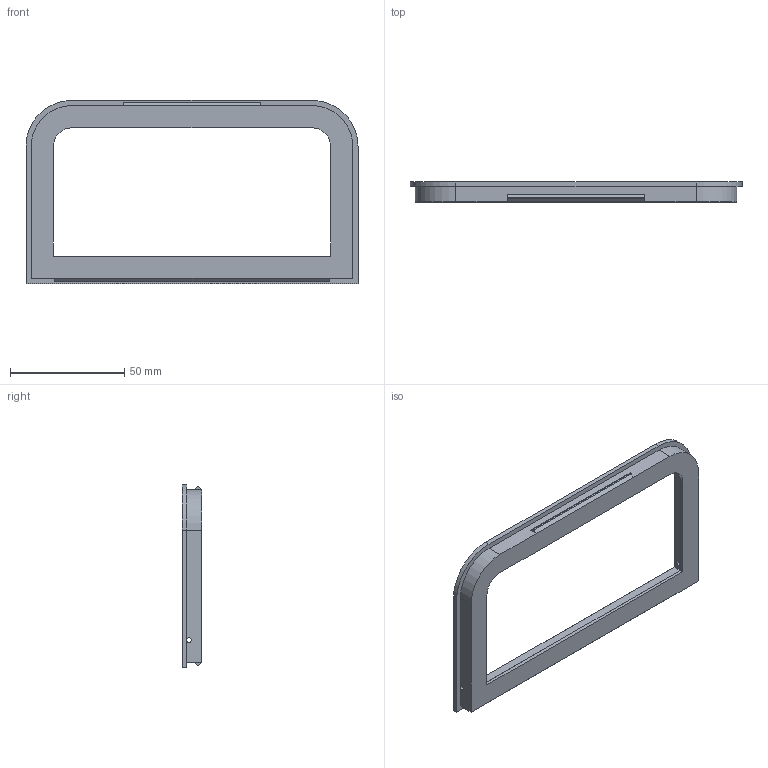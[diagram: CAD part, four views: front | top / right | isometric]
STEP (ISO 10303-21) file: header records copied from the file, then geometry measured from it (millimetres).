
FILE_DESCRIPTION (( 'STEP AP214' ), '1' );
FILE_NAME ('L.013.00.00.06 CapFrame.STEP', '2024-10-10T06:16:28', ( '' ), ( '' ), 'SwSTEP 2.0', 'SolidWorks 2018', '' );
FILE_SCHEMA (( 'AUTOMOTIVE_DESIGN' ));
Length unit declared in the file: millimetre
Products named in the file (1): L.013.00.00.06 CapFrame
Bounding box: 145 x 8.7 x 80 mm (x, y, z)
Volume: 28629.2 mm3; surface area: 15721.8 mm2
Topology: 1 solids, 1 shells, 54 faces, 135 edges, 82 vertices
Faces by surface type: plane 35, cylinder 15, cone 4
Entity records: 1627 total; most frequent: DIRECTION 279, CARTESIAN_POINT 272, ORIENTED_EDGE 270, EDGE_CURVE 135, LINE 101, VECTOR 101, AXIS2_PLACEMENT_3D 89, VERTEX_POINT 82
